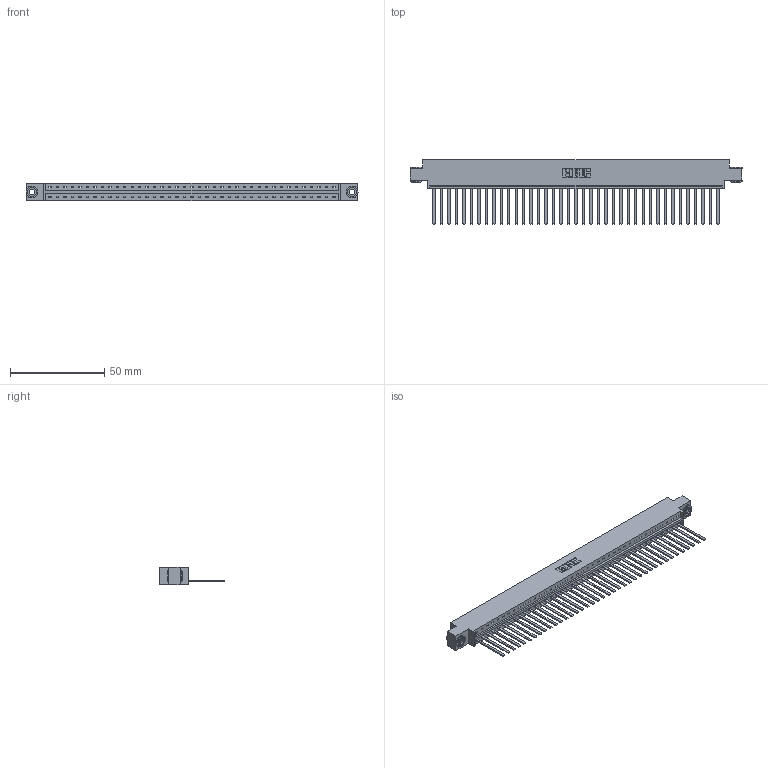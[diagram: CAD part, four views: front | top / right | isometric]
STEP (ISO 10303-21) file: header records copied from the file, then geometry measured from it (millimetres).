
FILE_DESCRIPTION (( 'STEP AP203' ), '1' );
FILE_NAME ('833-039-544-603.STEP', '2020-06-03T15:10:52', ( '' ), ( '' ), 'SwSTEP 2.0', 'SolidWorks 2020', '' );
FILE_SCHEMA (( 'CONFIG_CONTROL_DESIGN' ));
Length unit declared in the file: inch
Products named in the file (4): 833 Part_Offset - .156 Dia - TH; 345-292-001_345-293-144; 345-250-002_345-250-002-102; 833-039-544-603
Assembly tree (42 placements, depth 2):
  833-039-544-603
    833 Part_Offset - .156 Dia - TH
    345-292-001_345-293-144  x39
    345-250-002_345-250-002-102  x2
Bounding box: 176.07 x 34.3 x 9.4 mm (x, y, z)
Volume: 17935.4 mm3; surface area: 21280.4 mm2
Topology: 42 solids, 42 shells, 2184 faces, 6561 edges, 4318 vertices
Faces by surface type: plane 1566, cylinder 610, cone 8
Entity records: 24828 total; most frequent: CARTESIAN_POINT 4262, ORIENTED_EDGE 4230, DIRECTION 3631, EDGE_CURVE 2115, VECTOR 1967, LINE 1967, VERTEX_POINT 1406, AXIS2_PLACEMENT_3D 832
